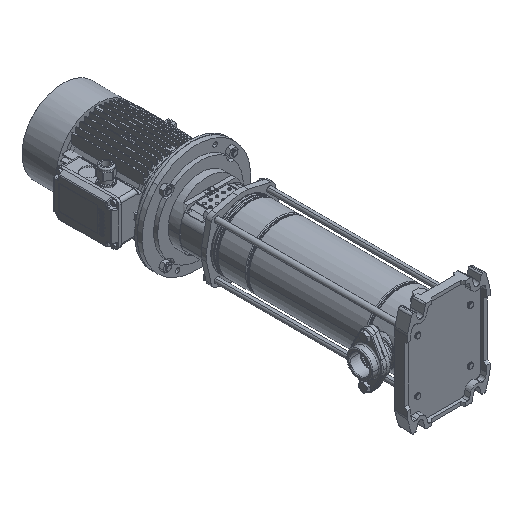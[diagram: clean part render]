
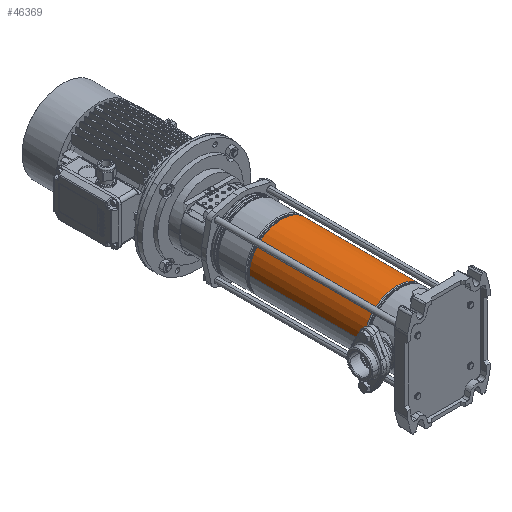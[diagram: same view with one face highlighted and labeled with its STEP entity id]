
A CAD part, isometric view. The second image highlights one B-rep face of the part: STEP entity #46369.
In plain terms, the highlighted cylindrical face has radius 74.9 mm (diameter 149.8 mm), a partial arc.
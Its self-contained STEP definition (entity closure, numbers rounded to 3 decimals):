
#420 = ORIENTED_EDGE ( 'NONE', *, *, #71183, .F. ) ;
#634 = VERTEX_POINT ( 'NONE', #62992 ) ;
#658 = ORIENTED_EDGE ( 'NONE', *, *, #75751, .T. ) ;
#4607 = DIRECTION ( 'NONE',  ( 1., 0., 0. ) ) ;
#12790 = DIRECTION ( 'NONE',  ( 0., 0., -1. ) ) ;
#20229 = ORIENTED_EDGE ( 'NONE', *, *, #46130, .T. ) ;
#24051 = AXIS2_PLACEMENT_3D ( 'NONE', #77611, #60219, #4607 ) ;
#25666 = CARTESIAN_POINT ( 'NONE',  ( 0., 0., 0. ) ) ;
#25977 = DIRECTION ( 'NONE',  ( 1., 0., 0. ) ) ;
#26085 = DIRECTION ( 'NONE',  ( -1., 0., 0. ) ) ;
#27579 = CARTESIAN_POINT ( 'NONE',  ( 0., 0., 86.779 ) ) ;
#36078 = LINE ( 'NONE', #49498, #48756 ) ;
#38326 = CIRCLE ( 'NONE', #24051, 74.9 ) ;
#43423 = EDGE_LOOP ( 'NONE', ( #420, #20229, #53737, #658 ) ) ;
#44447 = LINE ( 'NONE', #63112, #55942 ) ;
#45320 = VERTEX_POINT ( 'NONE', #50036 ) ;
#46130 = EDGE_CURVE ( 'NONE', #71827, #78381, #38326, .T. ) ;
#46369 = ADVANCED_FACE ( 'NONE', ( #76333 ), #75152, .T. ) ;
#47477 = AXIS2_PLACEMENT_3D ( 'NONE', #27579, #63711, #25977 ) ;
#48684 = CARTESIAN_POINT ( 'NONE',  ( 74.9, 0., 351.721 ) ) ;
#48756 = VECTOR ( 'NONE', #73784, 1000. ) ;
#49498 = CARTESIAN_POINT ( 'NONE',  ( 74.9, 0., 0. ) ) ;
#50036 = CARTESIAN_POINT ( 'NONE',  ( 74.9, 0., 86.779 ) ) ;
#50063 = CIRCLE ( 'NONE', #47477, 74.9 ) ;
#50852 = DIRECTION ( 'NONE',  ( 0., 0., -1. ) ) ;
#52677 = AXIS2_PLACEMENT_3D ( 'NONE', #25666, #50852, #26085 ) ;
#53737 = ORIENTED_EDGE ( 'NONE', *, *, #57119, .T. ) ;
#55942 = VECTOR ( 'NONE', #12790, 1000. ) ;
#57119 = EDGE_CURVE ( 'NONE', #78381, #634, #44447, .T. ) ;
#60219 = DIRECTION ( 'NONE',  ( 0., 0., -1. ) ) ;
#62992 = CARTESIAN_POINT ( 'NONE',  ( -74.9, 0., 86.779 ) ) ;
#63112 = CARTESIAN_POINT ( 'NONE',  ( -74.9, 0., 0. ) ) ;
#63711 = DIRECTION ( 'NONE',  ( 0., 0., 1. ) ) ;
#71183 = EDGE_CURVE ( 'NONE', #71827, #45320, #36078, .T. ) ;
#71827 = VERTEX_POINT ( 'NONE', #48684 ) ;
#73459 = CARTESIAN_POINT ( 'NONE',  ( -74.9, 0., 351.721 ) ) ;
#73784 = DIRECTION ( 'NONE',  ( 0., 0., -1. ) ) ;
#75152 = CYLINDRICAL_SURFACE ( 'NONE', #52677, 74.9 ) ;
#75751 = EDGE_CURVE ( 'NONE', #634, #45320, #50063, .T. ) ;
#76333 = FACE_OUTER_BOUND ( 'NONE', #43423, .T. ) ;
#77611 = CARTESIAN_POINT ( 'NONE',  ( 0., 0., 351.721 ) ) ;
#78381 = VERTEX_POINT ( 'NONE', #73459 ) ;
